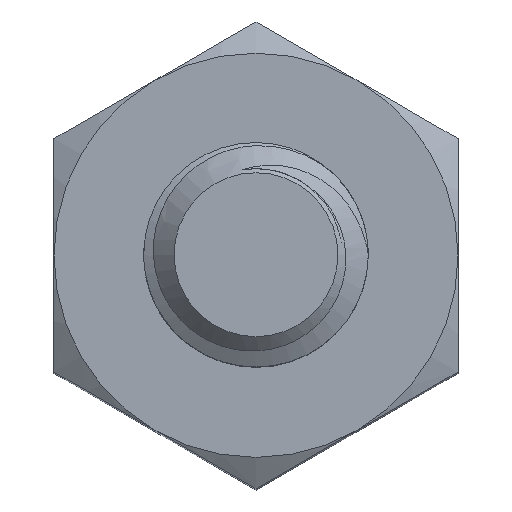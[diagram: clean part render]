
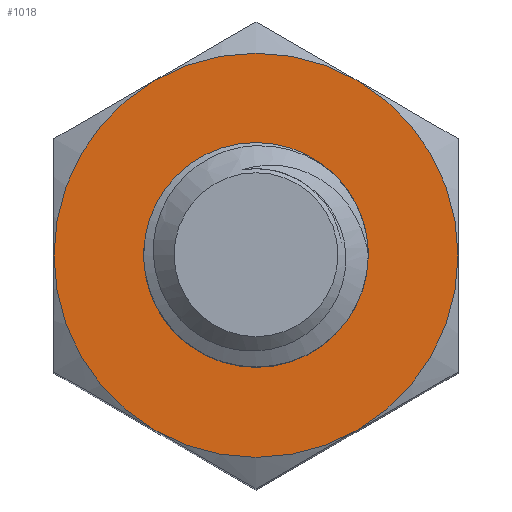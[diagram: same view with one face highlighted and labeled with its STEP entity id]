
A CAD part, top view. The second image highlights one B-rep face of the part: STEP entity #1018.
In plain terms, the highlighted face is planar.
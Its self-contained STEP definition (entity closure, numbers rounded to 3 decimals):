
#26=FACE_BOUND('',#195,.T.);
#34=PLANE('',#1096);
#142=FACE_OUTER_BOUND('',#194,.T.);
#194=EDGE_LOOP('',(#903,#904,#905,#906,#907,#908));
#195=EDGE_LOOP('',(#909));
#214=CIRCLE('',#1083,2.25);
#215=CIRCLE('',#1085,2.25);
#216=CIRCLE('',#1087,2.25);
#217=CIRCLE('',#1089,2.25);
#218=CIRCLE('',#1091,2.25);
#219=CIRCLE('',#1093,2.25);
#221=CIRCLE('',#1097,0.955);
#439=VERTEX_POINT('',#3131);
#441=VERTEX_POINT('',#3145);
#443=VERTEX_POINT('',#3159);
#445=VERTEX_POINT('',#3175);
#446=VERTEX_POINT('',#3176);
#448=VERTEX_POINT('',#3192);
#461=VERTEX_POINT('',#4224);
#592=EDGE_CURVE('',#445,#446,#214,.T.);
#596=EDGE_CURVE('',#446,#448,#215,.T.);
#598=EDGE_CURVE('',#448,#443,#216,.T.);
#600=EDGE_CURVE('',#443,#441,#217,.T.);
#601=EDGE_CURVE('',#441,#439,#218,.T.);
#602=EDGE_CURVE('',#439,#445,#219,.T.);
#619=EDGE_CURVE('',#461,#461,#221,.T.);
#903=ORIENTED_EDGE('',*,*,#602,.T.);
#904=ORIENTED_EDGE('',*,*,#592,.T.);
#905=ORIENTED_EDGE('',*,*,#596,.T.);
#906=ORIENTED_EDGE('',*,*,#598,.T.);
#907=ORIENTED_EDGE('',*,*,#600,.T.);
#908=ORIENTED_EDGE('',*,*,#601,.T.);
#909=ORIENTED_EDGE('',*,*,#619,.T.);
#1018=ADVANCED_FACE('',(#142,#26),#34,.T.);
#1083=AXIS2_PLACEMENT_3D('',#3177,#1218,#1219);
#1085=AXIS2_PLACEMENT_3D('',#3200,#1222,#1223);
#1087=AXIS2_PLACEMENT_3D('',#3206,#1226,#1227);
#1089=AXIS2_PLACEMENT_3D('',#3212,#1230,#1231);
#1091=AXIS2_PLACEMENT_3D('',#3214,#1234,#1235);
#1093=AXIS2_PLACEMENT_3D('',#3216,#1238,#1239);
#1096=AXIS2_PLACEMENT_3D('',#4223,#1244,#1245);
#1097=AXIS2_PLACEMENT_3D('',#4225,#1246,#1247);
#1218=DIRECTION('center_axis',(1.,0.,0.));
#1219=DIRECTION('ref_axis',(0.,0.,-1.));
#1222=DIRECTION('center_axis',(1.,0.,0.));
#1223=DIRECTION('ref_axis',(0.,0.,-1.));
#1226=DIRECTION('center_axis',(1.,0.,0.));
#1227=DIRECTION('ref_axis',(0.,0.,-1.));
#1230=DIRECTION('center_axis',(1.,0.,0.));
#1231=DIRECTION('ref_axis',(0.,0.,-1.));
#1234=DIRECTION('center_axis',(1.,0.,0.));
#1235=DIRECTION('ref_axis',(0.,0.,-1.));
#1238=DIRECTION('center_axis',(1.,0.,0.));
#1239=DIRECTION('ref_axis',(0.,0.,-1.));
#1244=DIRECTION('center_axis',(1.,0.,0.));
#1245=DIRECTION('ref_axis',(0.,0.,-1.));
#1246=DIRECTION('center_axis',(-1.,0.,0.));
#1247=DIRECTION('ref_axis',(0.,0.,1.));
#3131=CARTESIAN_POINT('',(3.05,-1.949,-1.125));
#3145=CARTESIAN_POINT('',(3.05,-1.949,1.125));
#3159=CARTESIAN_POINT('',(3.05,0.,2.25));
#3175=CARTESIAN_POINT('',(3.05,0.,-2.25));
#3176=CARTESIAN_POINT('',(3.05,1.949,-1.125));
#3177=CARTESIAN_POINT('Origin',(3.05,0.,0.));
#3192=CARTESIAN_POINT('',(3.05,1.949,1.125));
#3200=CARTESIAN_POINT('Origin',(3.05,0.,0.));
#3206=CARTESIAN_POINT('Origin',(3.05,0.,0.));
#3212=CARTESIAN_POINT('Origin',(3.05,0.,0.));
#3214=CARTESIAN_POINT('Origin',(3.05,0.,0.));
#3216=CARTESIAN_POINT('Origin',(3.05,0.,0.));
#4223=CARTESIAN_POINT('Origin',(3.05,2.598,0.));
#4224=CARTESIAN_POINT('',(3.05,0.,-0.955));
#4225=CARTESIAN_POINT('Origin',(3.05,0.,0.));
